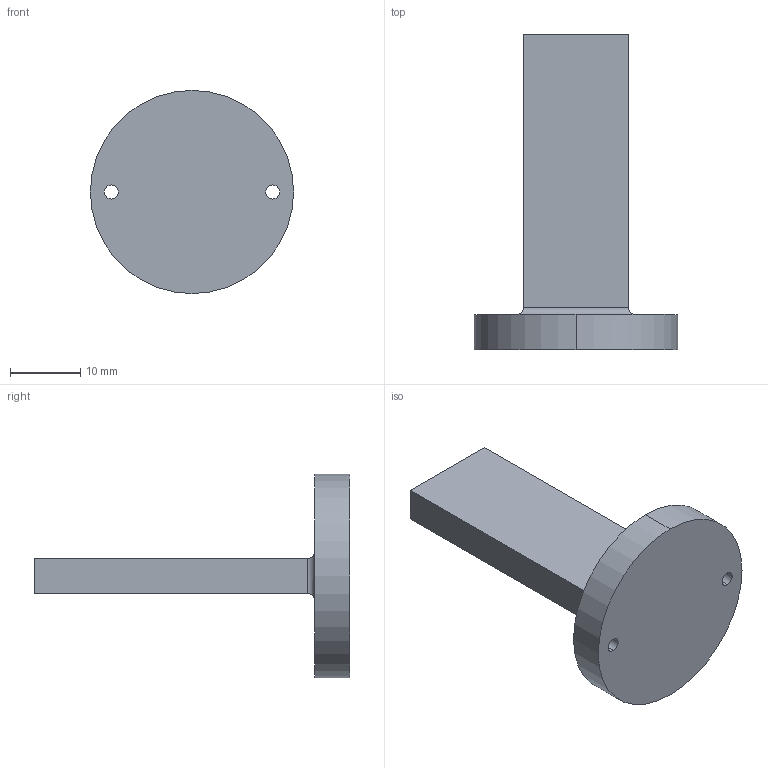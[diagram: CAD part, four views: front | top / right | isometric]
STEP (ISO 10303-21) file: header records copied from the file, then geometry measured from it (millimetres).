
FILE_DESCRIPTION (( 'STEP AP214' ), '1' );
FILE_NAME ('4-眻噤1階埴-1跺.STEP', '2023-12-10T04:12:15', ( '' ), ( '' ), 'SwSTEP 2.0', 'SolidWorks 2016', '' );
FILE_SCHEMA (( 'AUTOMOTIVE_DESIGN' ));
Length unit declared in the file: millimetre
Products named in the file (1): 4-眻噤1階埴-1跺
Bounding box: 29 x 45 x 29 mm (x, y, z)
Volume: 6280.2 mm3; surface area: 3410.2 mm2
Topology: 1 solids, 1 shells, 17 faces, 38 edges, 24 vertices
Faces by surface type: cylinder 10, plane 7
Entity records: 514 total; most frequent: CARTESIAN_POINT 92, DIRECTION 82, ORIENTED_EDGE 76, EDGE_CURVE 38, AXIS2_PLACEMENT_3D 30, VERTEX_POINT 24, LINE 22, VECTOR 22
